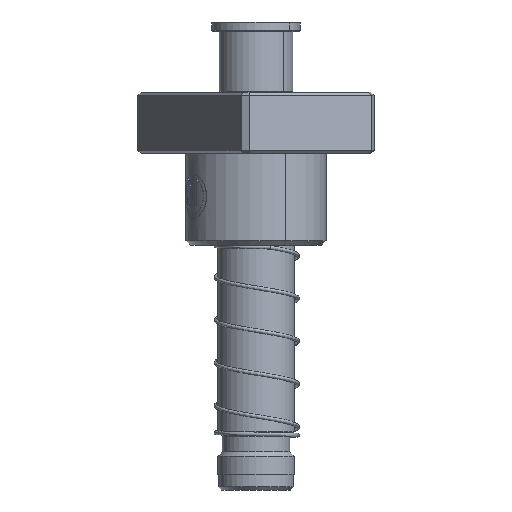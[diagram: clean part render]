
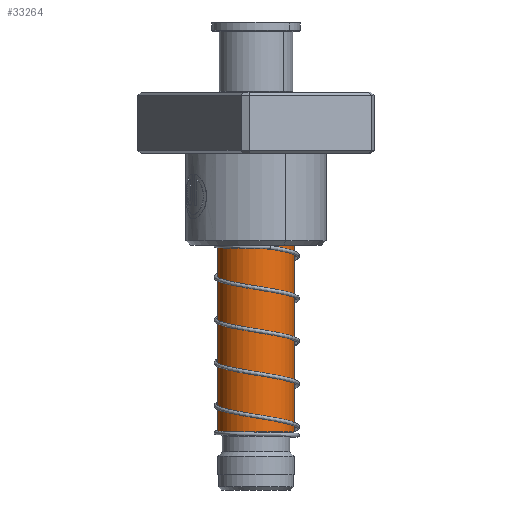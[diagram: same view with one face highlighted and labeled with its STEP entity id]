
A CAD part, front view. The second image highlights one B-rep face of the part: STEP entity #33264.
In plain terms, the highlighted cylindrical face has radius 12.5 mm (diameter 25 mm), a partial arc.
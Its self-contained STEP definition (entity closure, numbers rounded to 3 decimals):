
#270 = VERTEX_POINT ( 'NONE', #22326 ) ;
#1633 = VERTEX_POINT ( 'NONE', #33359 ) ;
#2210 = CARTESIAN_POINT ( 'NONE',  ( 12.5, 0., 19. ) ) ;
#2584 = VERTEX_POINT ( 'NONE', #2210 ) ;
#4201 = EDGE_LOOP ( 'NONE', ( #39035, #4871, #41305, #41087 ) ) ;
#4676 = DIRECTION ( 'NONE',  ( 0., 0., -1. ) ) ;
#4871 = ORIENTED_EDGE ( 'NONE', *, *, #31247, .T. ) ;
#5611 = AXIS2_PLACEMENT_3D ( 'NONE', #16272, #26044, #32885 ) ;
#5752 = DIRECTION ( 'NONE',  ( 0., 0., -1. ) ) ;
#8756 = VECTOR ( 'NONE', #20910, 1000. ) ;
#8811 = EDGE_CURVE ( 'NONE', #270, #2584, #21357, .T. ) ;
#9800 = AXIS2_PLACEMENT_3D ( 'NONE', #36045, #5752, #29176 ) ;
#14299 = FACE_OUTER_BOUND ( 'NONE', #4201, .T. ) ;
#16272 = CARTESIAN_POINT ( 'NONE',  ( 0., 0., 130. ) ) ;
#17177 = CARTESIAN_POINT ( 'NONE',  ( -12.5, 0., 127.5 ) ) ;
#18204 = CARTESIAN_POINT ( 'NONE',  ( -12.5, 0., 130. ) ) ;
#20630 = CARTESIAN_POINT ( 'NONE',  ( 12.5, 0., 130. ) ) ;
#20910 = DIRECTION ( 'NONE',  ( 0., 0., -1. ) ) ;
#21357 = LINE ( 'NONE', #20630, #8756 ) ;
#22326 = CARTESIAN_POINT ( 'NONE',  ( 12.5, 0., 127.5 ) ) ;
#22548 = CARTESIAN_POINT ( 'NONE',  ( 0., 0., 19. ) ) ;
#22796 = VERTEX_POINT ( 'NONE', #17177 ) ;
#26044 = DIRECTION ( 'NONE',  ( 0., 0., -1. ) ) ;
#26515 = EDGE_CURVE ( 'NONE', #2584, #1633, #38509, .T. ) ;
#27861 = EDGE_CURVE ( 'NONE', #22796, #1633, #34295, .T. ) ;
#28924 = CYLINDRICAL_SURFACE ( 'NONE', #5611, 12.5 ) ;
#28962 = DIRECTION ( 'NONE',  ( -1., 0., 0. ) ) ;
#29176 = DIRECTION ( 'NONE',  ( 1., 0., 0. ) ) ;
#30025 = CIRCLE ( 'NONE', #9800, 12.5 ) ;
#31247 = EDGE_CURVE ( 'NONE', #270, #22796, #30025, .T. ) ;
#32885 = DIRECTION ( 'NONE',  ( -1., 0., 0. ) ) ;
#33264 = ADVANCED_FACE ( 'NONE', ( #14299 ), #28924, .T. ) ;
#33359 = CARTESIAN_POINT ( 'NONE',  ( -12.5, 0., 19. ) ) ;
#34295 = LINE ( 'NONE', #18204, #42628 ) ;
#35525 = DIRECTION ( 'NONE',  ( 0., 0., -1. ) ) ;
#36045 = CARTESIAN_POINT ( 'NONE',  ( 0., 0., 127.5 ) ) ;
#38509 = CIRCLE ( 'NONE', #42026, 12.5 ) ;
#39035 = ORIENTED_EDGE ( 'NONE', *, *, #8811, .F. ) ;
#41087 = ORIENTED_EDGE ( 'NONE', *, *, #26515, .F. ) ;
#41305 = ORIENTED_EDGE ( 'NONE', *, *, #27861, .T. ) ;
#42026 = AXIS2_PLACEMENT_3D ( 'NONE', #22548, #35525, #28962 ) ;
#42628 = VECTOR ( 'NONE', #4676, 1000. ) ;
